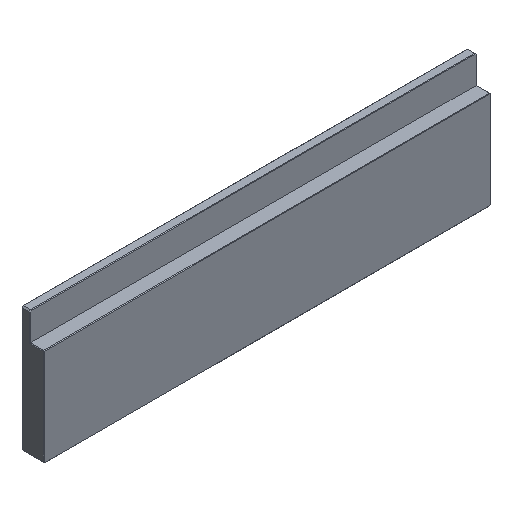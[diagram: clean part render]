
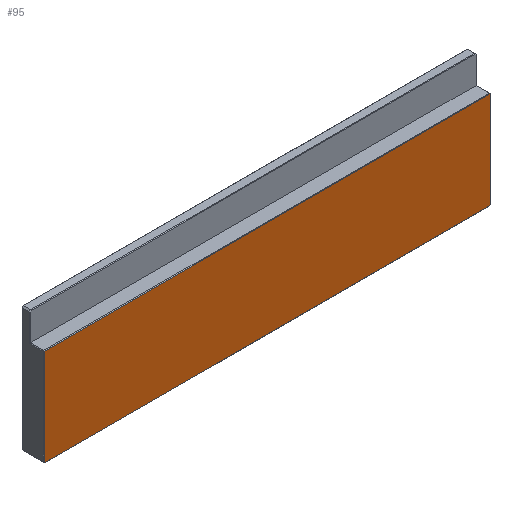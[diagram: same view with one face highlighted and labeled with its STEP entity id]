
A CAD part, isometric view. The second image highlights one B-rep face of the part: STEP entity #95.
In plain terms, the highlighted planar face has unit normal (0, -1, 0).
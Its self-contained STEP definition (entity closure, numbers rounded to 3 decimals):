
#95 = ADVANCED_FACE( '', ( #151 ), #152, .T. );
#151 = FACE_OUTER_BOUND( '', #221, .T. );
#152 = PLANE( '', #222 );
#221 = EDGE_LOOP( '', ( #399, #400, #401, #402, #403, #404 ) );
#222 = AXIS2_PLACEMENT_3D( '', #405, #406, #407 );
#399 = ORIENTED_EDGE( '', *, *, #558, .T. );
#400 = ORIENTED_EDGE( '', *, *, #559, .T. );
#401 = ORIENTED_EDGE( '', *, *, #556, .T. );
#402 = ORIENTED_EDGE( '', *, *, #555, .T. );
#403 = ORIENTED_EDGE( '', *, *, #560, .T. );
#404 = ORIENTED_EDGE( '', *, *, #561, .T. );
#405 = CARTESIAN_POINT( '', ( -80., -4., -22.5 ) );
#406 = DIRECTION( '', ( 0., -1., 0. ) );
#407 = DIRECTION( '', ( 0., 0., -1. ) );
#555 = EDGE_CURVE( '', #658, #660, #662, .T. );
#556 = EDGE_CURVE( '', #663, #658, #664, .T. );
#558 = EDGE_CURVE( '', #666, #667, #668, .T. );
#559 = EDGE_CURVE( '', #667, #663, #669, .T. );
#560 = EDGE_CURVE( '', #660, #670, #671, .T. );
#561 = EDGE_CURVE( '', #670, #666, #672, .T. );
#658 = VERTEX_POINT( '', #822 );
#660 = VERTEX_POINT( '', #825 );
#662 = LINE( '', #828, #829 );
#663 = VERTEX_POINT( '', #830 );
#664 = LINE( '', #831, #832 );
#666 = VERTEX_POINT( '', #835 );
#667 = VERTEX_POINT( '', #836 );
#668 = LINE( '', #837, #838 );
#669 = LINE( '', #839, #840 );
#670 = VERTEX_POINT( '', #841 );
#671 = LINE( '', #842, #843 );
#672 = LINE( '', #844, #845 );
#822 = CARTESIAN_POINT( '', ( 79.417, -4., -22.3 ) );
#825 = CARTESIAN_POINT( '', ( 79.8, -4., -21.917 ) );
#828 = CARTESIAN_POINT( '', ( -0.391, -4., -102.109 ) );
#829 = VECTOR( '', #939, 1000. );
#830 = CARTESIAN_POINT( '', ( -79.417, -4., -22.3 ) );
#831 = CARTESIAN_POINT( '', ( 79.5, -4., -22.3 ) );
#832 = VECTOR( '', #940, 1000. );
#835 = CARTESIAN_POINT( '', ( -79.8, -4., 12.3 ) );
#836 = CARTESIAN_POINT( '', ( -79.8, -4., -21.917 ) );
#837 = CARTESIAN_POINT( '', ( -79.8, -4., -22. ) );
#838 = VECTOR( '', #942, 1000. );
#839 = CARTESIAN_POINT( '', ( -79.609, -4., -22.109 ) );
#840 = VECTOR( '', #943, 1000. );
#841 = CARTESIAN_POINT( '', ( 79.8, -4., 12.3 ) );
#842 = CARTESIAN_POINT( '', ( 79.8, -4., 12.5 ) );
#843 = VECTOR( '', #944, 1000. );
#844 = CARTESIAN_POINT( '', ( -80., -4., 12.3 ) );
#845 = VECTOR( '', #945, 1000. );
#939 = DIRECTION( '', ( 0.707, 0., 0.707 ) );
#940 = DIRECTION( '', ( 1., 0., 0. ) );
#942 = DIRECTION( '', ( 0., 0., -1. ) );
#943 = DIRECTION( '', ( 0.707, 0., -0.707 ) );
#944 = DIRECTION( '', ( 0., 0., 1. ) );
#945 = DIRECTION( '', ( -1., 0., 0. ) );
